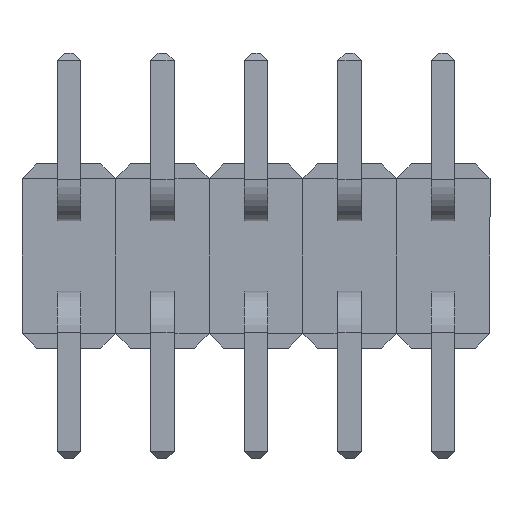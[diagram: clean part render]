
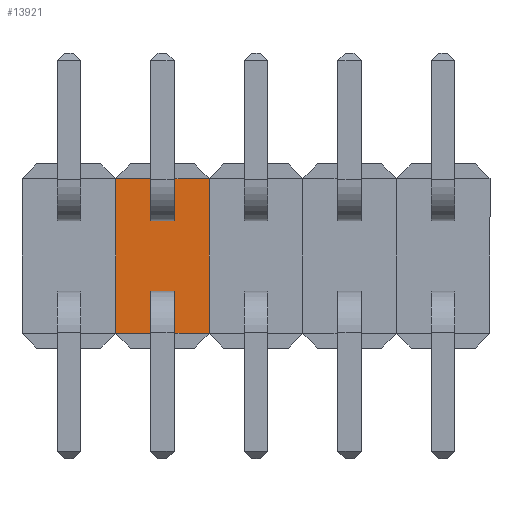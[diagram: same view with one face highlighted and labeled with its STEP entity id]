
A CAD part, front view. The second image highlights one B-rep face of the part: STEP entity #13921.
In plain terms, the highlighted planar face has unit normal (0, -1, 0).
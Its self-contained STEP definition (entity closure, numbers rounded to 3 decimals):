
#49 = DIRECTION ( 'NONE',  ( -1., 0., 0. ) ) ;
#282 = VECTOR ( 'NONE', #13521, 1000. ) ;
#329 = CARTESIAN_POINT ( 'NONE',  ( 3.81, 0.54, -0.95 ) ) ;
#385 = ORIENTED_EDGE ( 'NONE', *, *, #9307, .T. ) ;
#508 = ORIENTED_EDGE ( 'NONE', *, *, #3506, .T. ) ;
#781 = ORIENTED_EDGE ( 'NONE', *, *, #2213, .F. ) ;
#987 = VERTEX_POINT ( 'NONE', #4556 ) ;
#1307 = ORIENTED_EDGE ( 'NONE', *, *, #12562, .T. ) ;
#1704 = EDGE_CURVE ( 'NONE', #11897, #987, #1824, .T. ) ;
#1817 = LINE ( 'NONE', #4662, #10630 ) ;
#1824 = LINE ( 'NONE', #15503, #11019 ) ;
#1887 = DIRECTION ( 'NONE',  ( 0., 0., -1. ) ) ;
#2102 = ORIENTED_EDGE ( 'NONE', *, *, #5495, .T. ) ;
#2170 = EDGE_LOOP ( 'NONE', ( #8564, #2269, #12508, #781 ) ) ;
#2213 = EDGE_CURVE ( 'NONE', #12578, #11427, #2815, .T. ) ;
#2269 = ORIENTED_EDGE ( 'NONE', *, *, #4966, .F. ) ;
#2525 = VECTOR ( 'NONE', #4617, 1000. ) ;
#2529 = DIRECTION ( 'NONE',  ( -1., 0., 0. ) ) ;
#2714 = VECTOR ( 'NONE', #8942, 1000. ) ;
#2815 = LINE ( 'NONE', #14028, #10878 ) ;
#2923 = VERTEX_POINT ( 'NONE', #9716 ) ;
#3224 = VERTEX_POINT ( 'NONE', #11411 ) ;
#3506 = EDGE_CURVE ( 'NONE', #14498, #11897, #6714, .T. ) ;
#4047 = LINE ( 'NONE', #12400, #2714 ) ;
#4556 = CARTESIAN_POINT ( 'NONE',  ( 2.86, 0.54, -1.59 ) ) ;
#4570 = AXIS2_PLACEMENT_3D ( 'NONE', #9369, #8389, #10565 ) ;
#4617 = DIRECTION ( 'NONE',  ( 0., 0., 1. ) ) ;
#4662 = CARTESIAN_POINT ( 'NONE',  ( 3.81, 0.54, 0.95 ) ) ;
#4830 = CARTESIAN_POINT ( 'NONE',  ( 3.81, 0.54, -2.1 ) ) ;
#4892 = CARTESIAN_POINT ( 'NONE',  ( 2.22, 0.54, -0.95 ) ) ;
#4966 = EDGE_CURVE ( 'NONE', #9347, #6023, #1817, .T. ) ;
#4969 = VECTOR ( 'NONE', #12786, 1000. ) ;
#5231 = VECTOR ( 'NONE', #7646, 1000. ) ;
#5495 = EDGE_CURVE ( 'NONE', #12960, #3224, #5746, .T. ) ;
#5527 = LINE ( 'NONE', #11746, #4969 ) ;
#5689 = EDGE_CURVE ( 'NONE', #12960, #15179, #11523, .T. ) ;
#5746 = LINE ( 'NONE', #7366, #8181 ) ;
#5997 = FACE_BOUND ( 'NONE', #2170, .T. ) ;
#6023 = VERTEX_POINT ( 'NONE', #11549 ) ;
#6107 = CARTESIAN_POINT ( 'NONE',  ( 2.22, 0.54, 1.59 ) ) ;
#6714 = LINE ( 'NONE', #329, #282 ) ;
#7249 = PLANE ( 'NONE',  #4570 ) ;
#7297 = EDGE_CURVE ( 'NONE', #11427, #9347, #5527, .T. ) ;
#7366 = CARTESIAN_POINT ( 'NONE',  ( 3.81, 0.54, 2.1 ) ) ;
#7586 = CARTESIAN_POINT ( 'NONE',  ( 2.86, 0.54, 1.59 ) ) ;
#7646 = DIRECTION ( 'NONE',  ( -1., 0., 0. ) ) ;
#7674 = VERTEX_POINT ( 'NONE', #9397 ) ;
#7806 = CARTESIAN_POINT ( 'NONE',  ( 2.22, 0.54, 2.1 ) ) ;
#8181 = VECTOR ( 'NONE', #8422, 1000. ) ;
#8389 = DIRECTION ( 'NONE',  ( 0., 1., 0. ) ) ;
#8403 = DIRECTION ( 'NONE',  ( 1., 0., 0. ) ) ;
#8422 = DIRECTION ( 'NONE',  ( -1., 0., 0. ) ) ;
#8564 = ORIENTED_EDGE ( 'NONE', *, *, #10292, .F. ) ;
#8942 = DIRECTION ( 'NONE',  ( 0., 0., -1. ) ) ;
#9184 = FACE_OUTER_BOUND ( 'NONE', #13373, .T. ) ;
#9307 = EDGE_CURVE ( 'NONE', #2923, #14498, #12672, .T. ) ;
#9347 = VERTEX_POINT ( 'NONE', #11511 ) ;
#9369 = CARTESIAN_POINT ( 'NONE',  ( 3.81, 0.54, 2.1 ) ) ;
#9397 = CARTESIAN_POINT ( 'NONE',  ( 1.27, 0.54, -2.1 ) ) ;
#9629 = CARTESIAN_POINT ( 'NONE',  ( 3.81, 0.54, -2.1 ) ) ;
#9716 = CARTESIAN_POINT ( 'NONE',  ( 2.22, 0.54, -1.59 ) ) ;
#9745 = ORIENTED_EDGE ( 'NONE', *, *, #13440, .F. ) ;
#9757 = VECTOR ( 'NONE', #2529, 1000. ) ;
#10292 = EDGE_CURVE ( 'NONE', #6023, #12578, #11910, .T. ) ;
#10565 = DIRECTION ( 'NONE',  ( 0., 0., 1. ) ) ;
#10630 = VECTOR ( 'NONE', #8403, 1000. ) ;
#10878 = VECTOR ( 'NONE', #49, 1000. ) ;
#11019 = VECTOR ( 'NONE', #14399, 1000. ) ;
#11301 = CARTESIAN_POINT ( 'NONE',  ( 3.81, 0.54, -1.59 ) ) ;
#11411 = CARTESIAN_POINT ( 'NONE',  ( 1.27, 0.54, 2.1 ) ) ;
#11427 = VERTEX_POINT ( 'NONE', #6107 ) ;
#11432 = CARTESIAN_POINT ( 'NONE',  ( 3.81, 0.54, 2.1 ) ) ;
#11511 = CARTESIAN_POINT ( 'NONE',  ( 2.22, 0.54, 0.95 ) ) ;
#11523 = LINE ( 'NONE', #11432, #13018 ) ;
#11542 = ORIENTED_EDGE ( 'NONE', *, *, #14177, .T. ) ;
#11549 = CARTESIAN_POINT ( 'NONE',  ( 2.86, 0.54, 0.95 ) ) ;
#11731 = ORIENTED_EDGE ( 'NONE', *, *, #5689, .F. ) ;
#11746 = CARTESIAN_POINT ( 'NONE',  ( 2.22, 0.54, 2.1 ) ) ;
#11897 = VERTEX_POINT ( 'NONE', #12371 ) ;
#11910 = LINE ( 'NONE', #14219, #2525 ) ;
#12139 = CARTESIAN_POINT ( 'NONE',  ( 3.81, 0.54, 2.1 ) ) ;
#12371 = CARTESIAN_POINT ( 'NONE',  ( 2.86, 0.54, -0.95 ) ) ;
#12400 = CARTESIAN_POINT ( 'NONE',  ( 1.27, 0.54, 2.1 ) ) ;
#12508 = ORIENTED_EDGE ( 'NONE', *, *, #7297, .F. ) ;
#12562 = EDGE_CURVE ( 'NONE', #3224, #7674, #4047, .T. ) ;
#12565 = FACE_BOUND ( 'NONE', #13575, .T. ) ;
#12578 = VERTEX_POINT ( 'NONE', #7586 ) ;
#12672 = LINE ( 'NONE', #7806, #13802 ) ;
#12786 = DIRECTION ( 'NONE',  ( 0., 0., -1. ) ) ;
#12960 = VERTEX_POINT ( 'NONE', #12139 ) ;
#13018 = VECTOR ( 'NONE', #1887, 1000. ) ;
#13086 = ORIENTED_EDGE ( 'NONE', *, *, #1704, .T. ) ;
#13373 = EDGE_LOOP ( 'NONE', ( #1307, #9745, #11731, #2102 ) ) ;
#13440 = EDGE_CURVE ( 'NONE', #15179, #7674, #13919, .T. ) ;
#13521 = DIRECTION ( 'NONE',  ( 1., 0., 0. ) ) ;
#13575 = EDGE_LOOP ( 'NONE', ( #11542, #385, #508, #13086 ) ) ;
#13802 = VECTOR ( 'NONE', #13986, 1000. ) ;
#13919 = LINE ( 'NONE', #9629, #9757 ) ;
#13921 = ADVANCED_FACE ( 'NONE', ( #9184, #12565, #5997 ), #7249, .F. ) ;
#13986 = DIRECTION ( 'NONE',  ( 0., 0., 1. ) ) ;
#14028 = CARTESIAN_POINT ( 'NONE',  ( 3.81, 0.54, 1.59 ) ) ;
#14177 = EDGE_CURVE ( 'NONE', #987, #2923, #14787, .T. ) ;
#14219 = CARTESIAN_POINT ( 'NONE',  ( 2.86, 0.54, 2.1 ) ) ;
#14399 = DIRECTION ( 'NONE',  ( 0., 0., -1. ) ) ;
#14498 = VERTEX_POINT ( 'NONE', #4892 ) ;
#14787 = LINE ( 'NONE', #11301, #5231 ) ;
#15179 = VERTEX_POINT ( 'NONE', #4830 ) ;
#15503 = CARTESIAN_POINT ( 'NONE',  ( 2.86, 0.54, 2.1 ) ) ;
